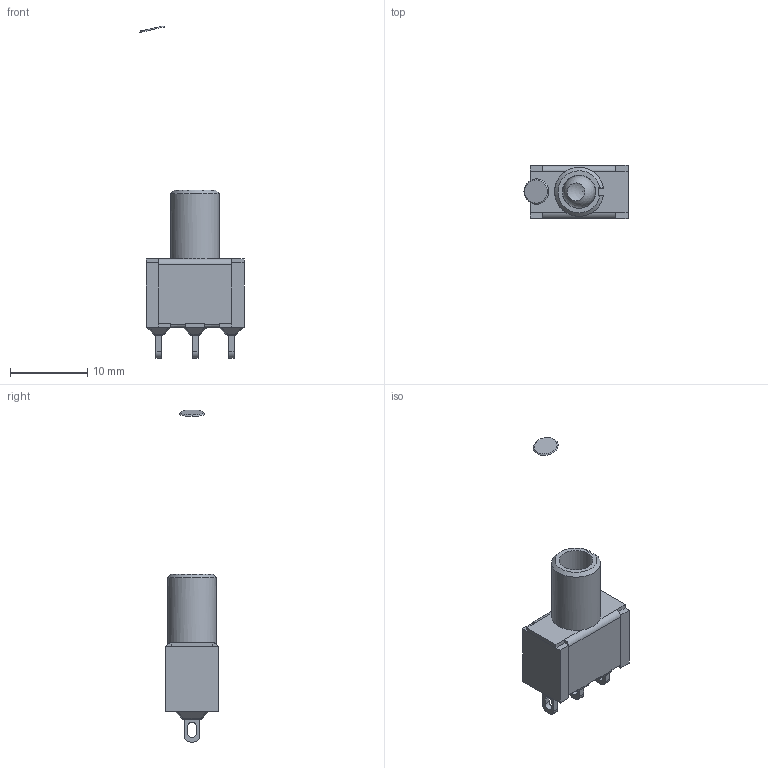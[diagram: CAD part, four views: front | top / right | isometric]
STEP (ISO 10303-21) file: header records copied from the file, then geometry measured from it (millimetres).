
FILE_DESCRIPTION(/* description */ (''),/* implementation_level */ '2;1');
FILE_NAME(/* name */ '100SPxT5B1M1xE.stp',/* time_stamp */ '2026-01-15T14:24:46-06:00',/* author */ ('jmeyers'),/* organization */ (''),/* preprocessor_version */ 'ST-DEVELOPER v18.1',/* originating_system */ 'Autodesk Inventor 2022',/* authorisation */ '');
FILE_SCHEMA (('AUTOMOTIVE_DESIGN { 1 0 10303 214 3 1 1 }'));
Length unit declared in the file: inch
Products named in the file (1): Part58
Bounding box: 13.49 x 6.86 x 43.01 mm (x, y, z)
Volume: 1125.8 mm3; surface area: 1178.3 mm2
Topology: 2 solids, 6 shells, 214 faces, 532 edges, 317 vertices
Faces by surface type: plane 150, cylinder 48, sphere 13, cone 3
Full cylindrical faces by diameter (mm): 4.35 x1
Entity records: 6185 total; most frequent: DIRECTION 1065, CARTESIAN_POINT 1055, ORIENTED_EDGE 1038, EDGE_CURVE 519, LINE 399, VECTOR 399, AXIS2_PLACEMENT_3D 333, VERTEX_POINT 317
